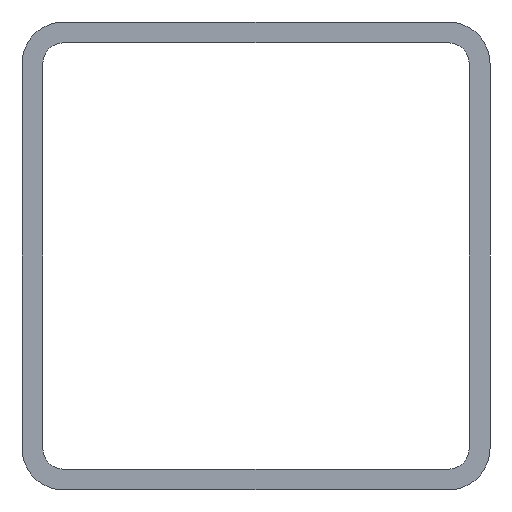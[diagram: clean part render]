
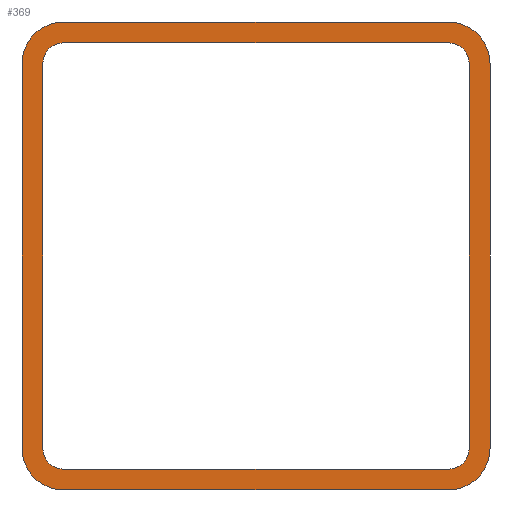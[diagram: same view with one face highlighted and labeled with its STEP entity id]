
A CAD part, front view. The second image highlights one B-rep face of the part: STEP entity #369.
In plain terms, the highlighted planar face has unit normal (0, -1, 0).
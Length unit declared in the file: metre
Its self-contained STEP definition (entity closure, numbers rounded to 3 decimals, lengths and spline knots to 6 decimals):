
#31=LINE('',#539,#63);
#36=LINE('',#553,#68);
#40=LINE('',#565,#72);
#44=LINE('',#577,#76);
#47=LINE('',#584,#79);
#52=LINE('',#598,#84);
#56=LINE('',#612,#88);
#60=LINE('',#624,#92);
#63=VECTOR('',#430,1.);
#68=VECTOR('',#443,1.);
#72=VECTOR('',#455,1.);
#76=VECTOR('',#467,1.);
#79=VECTOR('',#472,1.);
#84=VECTOR('',#485,1.);
#88=VECTOR('',#499,1.);
#92=VECTOR('',#511,1.);
#159=ORIENTED_EDGE('',*,*,#218,.F.);
#160=ORIENTED_EDGE('',*,*,#222,.F.);
#161=ORIENTED_EDGE('',*,*,#225,.F.);
#162=ORIENTED_EDGE('',*,*,#228,.F.);
#163=ORIENTED_EDGE('',*,*,#232,.T.);
#164=ORIENTED_EDGE('',*,*,#235,.F.);
#165=ORIENTED_EDGE('',*,*,#238,.T.);
#166=ORIENTED_EDGE('',*,*,#240,.F.);
#167=ORIENTED_EDGE('',*,*,#196,.F.);
#168=ORIENTED_EDGE('',*,*,#200,.T.);
#169=ORIENTED_EDGE('',*,*,#203,.T.);
#170=ORIENTED_EDGE('',*,*,#206,.T.);
#171=ORIENTED_EDGE('',*,*,#209,.T.);
#172=ORIENTED_EDGE('',*,*,#212,.T.);
#173=ORIENTED_EDGE('',*,*,#215,.F.);
#174=ORIENTED_EDGE('',*,*,#242,.T.);
#196=EDGE_CURVE('',#246,#247,#31,.T.);
#200=EDGE_CURVE('',#246,#249,#279,.T.);
#203=EDGE_CURVE('',#249,#251,#36,.T.);
#206=EDGE_CURVE('',#251,#253,#281,.T.);
#209=EDGE_CURVE('',#253,#255,#40,.T.);
#212=EDGE_CURVE('',#255,#257,#283,.T.);
#215=EDGE_CURVE('',#259,#257,#44,.T.);
#218=EDGE_CURVE('',#262,#263,#47,.T.);
#222=EDGE_CURVE('',#265,#262,#285,.T.);
#225=EDGE_CURVE('',#267,#265,#52,.T.);
#228=EDGE_CURVE('',#269,#267,#287,.T.);
#232=EDGE_CURVE('',#269,#272,#56,.T.);
#235=EDGE_CURVE('',#274,#272,#290,.T.);
#238=EDGE_CURVE('',#274,#276,#60,.T.);
#240=EDGE_CURVE('',#263,#276,#292,.T.);
#242=EDGE_CURVE('',#259,#247,#294,.T.);
#246=VERTEX_POINT('',#538);
#247=VERTEX_POINT('',#540);
#249=VERTEX_POINT('',#546);
#251=VERTEX_POINT('',#552);
#253=VERTEX_POINT('',#558);
#255=VERTEX_POINT('',#564);
#257=VERTEX_POINT('',#570);
#259=VERTEX_POINT('',#576);
#262=VERTEX_POINT('',#583);
#263=VERTEX_POINT('',#585);
#265=VERTEX_POINT('',#591);
#267=VERTEX_POINT('',#597);
#269=VERTEX_POINT('',#603);
#272=VERTEX_POINT('',#611);
#274=VERTEX_POINT('',#617);
#276=VERTEX_POINT('',#623);
#279=CIRCLE('',#389,0.008);
#281=CIRCLE('',#393,0.008);
#283=CIRCLE('',#397,0.008);
#285=CIRCLE('',#402,0.004);
#287=CIRCLE('',#406,0.004);
#290=CIRCLE('',#411,0.004);
#292=CIRCLE('',#415,0.004);
#294=CIRCLE('',#418,0.008);
#313=EDGE_LOOP('',(#159,#160,#161,#162,#163,#164,#165,#166));
#314=EDGE_LOOP('',(#167,#168,#169,#170,#171,#172,#173,#174));
#337=FACE_BOUND('',#313,.T.);
#338=FACE_BOUND('',#314,.T.);
#351=PLANE('',#419);
#369=ADVANCED_FACE('',(#337,#338),#351,.T.);
#389=AXIS2_PLACEMENT_3D('',#547,#437,#438);
#393=AXIS2_PLACEMENT_3D('',#559,#449,#450);
#397=AXIS2_PLACEMENT_3D('',#571,#461,#462);
#402=AXIS2_PLACEMENT_3D('',#592,#479,#480);
#406=AXIS2_PLACEMENT_3D('',#604,#491,#492);
#411=AXIS2_PLACEMENT_3D('',#618,#505,#506);
#415=AXIS2_PLACEMENT_3D('',#627,#516,#517);
#418=AXIS2_PLACEMENT_3D('',#630,#522,#523);
#419=AXIS2_PLACEMENT_3D('',#631,#524,#525);
#430=DIRECTION('',(0.,0.,1.));
#437=DIRECTION('',(0.,-1.,0.));
#438=DIRECTION('',(0.,0.,-1.));
#443=DIRECTION('',(1.,0.,0.));
#449=DIRECTION('',(0.,-1.,0.));
#450=DIRECTION('',(0.,0.,-1.));
#455=DIRECTION('',(0.,0.,1.));
#461=DIRECTION('',(0.,-1.,0.));
#462=DIRECTION('',(0.,0.,-1.));
#467=DIRECTION('',(1.,0.,0.));
#472=DIRECTION('',(0.,0.,1.));
#479=DIRECTION('',(0.,-1.,0.));
#480=DIRECTION('',(0.,0.,-1.));
#485=DIRECTION('',(1.,0.,0.));
#491=DIRECTION('',(0.,-1.,0.));
#492=DIRECTION('',(0.,0.,-1.));
#499=DIRECTION('',(0.,0.,1.));
#505=DIRECTION('',(0.,-1.,0.));
#506=DIRECTION('',(0.,0.,-1.));
#511=DIRECTION('',(1.,0.,0.));
#516=DIRECTION('',(0.,-1.,0.));
#517=DIRECTION('',(0.,0.,-1.));
#522=DIRECTION('',(0.,-1.,0.));
#523=DIRECTION('',(0.,0.,-1.));
#524=DIRECTION('',(0.,-1.,0.));
#525=DIRECTION('',(1.,0.,0.));
#538=CARTESIAN_POINT('',(0.,-0.8,0.008));
#539=CARTESIAN_POINT('',(0.,-0.8,0.045));
#540=CARTESIAN_POINT('',(0.,-0.8,0.082));
#546=CARTESIAN_POINT('',(0.008,-0.8,0.));
#547=CARTESIAN_POINT('',(0.008,-0.8,0.008));
#552=CARTESIAN_POINT('',(0.082,-0.8,0.));
#553=CARTESIAN_POINT('',(0.045,-0.8,0.));
#558=CARTESIAN_POINT('',(0.09,-0.8,0.008));
#559=CARTESIAN_POINT('',(0.082,-0.8,0.008));
#564=CARTESIAN_POINT('',(0.09,-0.8,0.082));
#565=CARTESIAN_POINT('',(0.09,-0.8,0.045));
#570=CARTESIAN_POINT('',(0.082,-0.8,0.09));
#571=CARTESIAN_POINT('',(0.082,-0.8,0.082));
#576=CARTESIAN_POINT('',(0.008,-0.8,0.09));
#577=CARTESIAN_POINT('',(0.045,-0.8,0.09));
#583=CARTESIAN_POINT('',(0.086,-0.8,0.008));
#584=CARTESIAN_POINT('',(0.086,-0.8,0.045));
#585=CARTESIAN_POINT('',(0.086,-0.8,0.082));
#591=CARTESIAN_POINT('',(0.082,-0.8,0.004));
#592=CARTESIAN_POINT('',(0.082,-0.8,0.008));
#597=CARTESIAN_POINT('',(0.008,-0.8,0.004));
#598=CARTESIAN_POINT('',(0.045,-0.8,0.004));
#603=CARTESIAN_POINT('',(0.004,-0.8,0.008));
#604=CARTESIAN_POINT('',(0.008,-0.8,0.008));
#611=CARTESIAN_POINT('',(0.004,-0.8,0.082));
#612=CARTESIAN_POINT('',(0.004,-0.8,0.045));
#617=CARTESIAN_POINT('',(0.008,-0.8,0.086));
#618=CARTESIAN_POINT('',(0.008,-0.8,0.082));
#623=CARTESIAN_POINT('',(0.082,-0.8,0.086));
#624=CARTESIAN_POINT('',(0.045,-0.8,0.086));
#627=CARTESIAN_POINT('',(0.082,-0.8,0.082));
#630=CARTESIAN_POINT('',(0.008,-0.8,0.082));
#631=CARTESIAN_POINT('',(0.045,-0.8,0.045));
